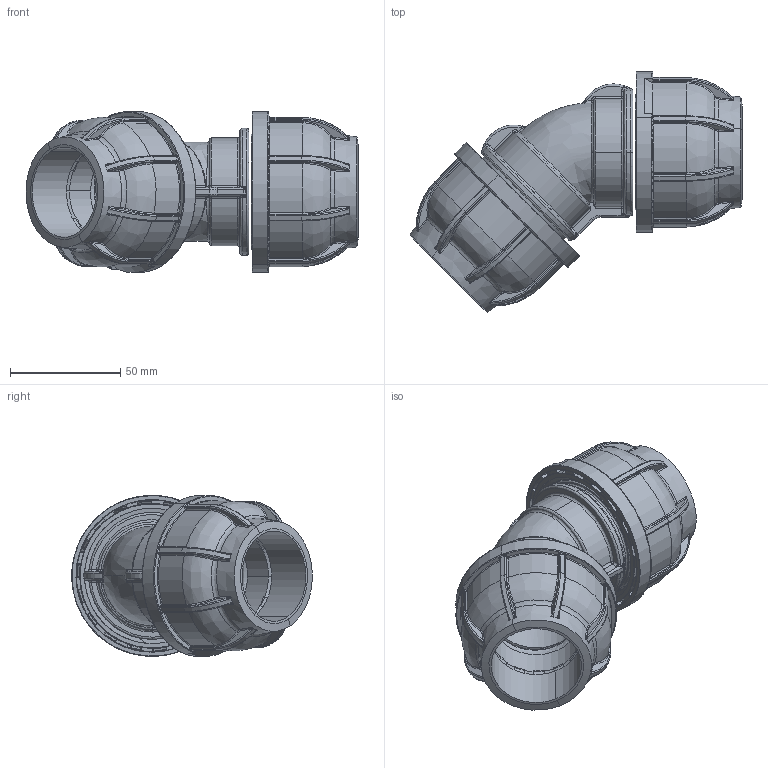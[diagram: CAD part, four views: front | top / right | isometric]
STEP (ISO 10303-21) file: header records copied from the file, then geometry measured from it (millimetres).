
FILE_DESCRIPTION (( 'STEP AP203' ), '1' );
FILE_NAME ('R245.040.040.STEP', '2016-10-18T15:57:59', ( '' ), ( '' ), 'SwSTEP 2.0', 'SolidWorks 2016', '' );
FILE_SCHEMA (( 'CONFIG_CONTROL_DESIGN' ));
Length unit declared in the file: millimetre
Products named in the file (1): R245.040.040
Bounding box: 150.62 x 109.05 x 73.07 mm (x, y, z)
Surface area: 70554.1 mm2 (no closed solid volume)
Topology: 0 solids, 50 shells, 1050 faces, 3332 edges, 2125 vertices
Faces by surface type: bspline 544, cylinder 277, plane 207, cone 22
Entity records: 55500 total; most frequent: CARTESIAN_POINT 31844, ORIENTED_EDGE 5177, DIRECTION 3876, EDGE_CURVE 3235, VERTEX_POINT 2125, AXIS2_PLACEMENT_3D 1514, B_SPLINE_CURVE_WITH_KNOTS 1222, EDGE_LOOP 1059
